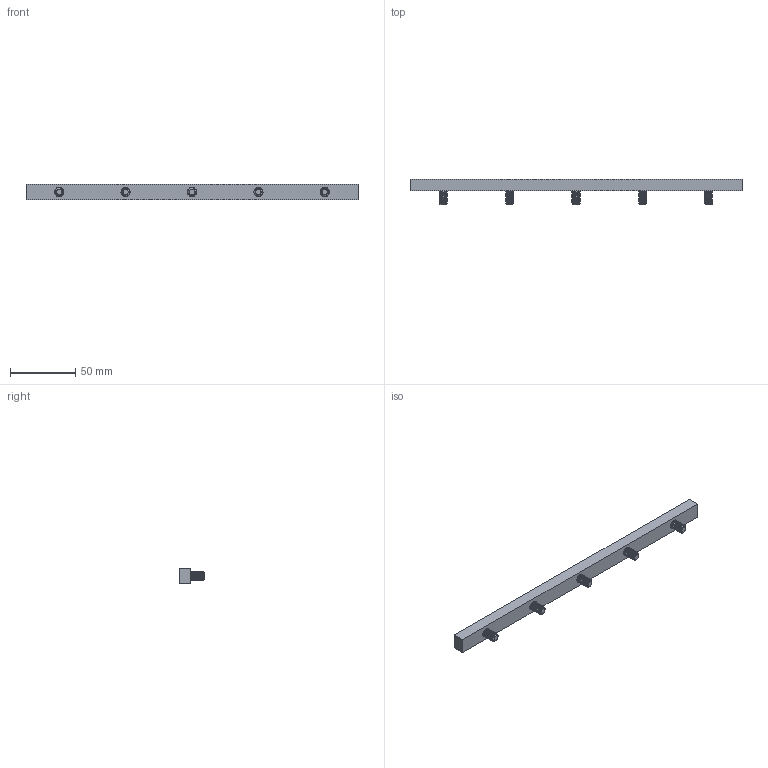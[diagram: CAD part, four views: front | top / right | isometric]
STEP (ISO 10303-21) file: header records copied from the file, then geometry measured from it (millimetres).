
FILE_DESCRIPTION (( 'STEP AP214' ), '1' );
FILE_NAME ('33180.STEP', '2018-04-17T13:12:55', ( 'Mike W' ), ( '' ), 'SwSTEP 2.0', 'SolidWorks 2017', '' );
FILE_SCHEMA (( 'AUTOMOTIVE_DESIGN' ));
Length unit declared in the file: inch
Products named in the file (3): 33180; 142012 SHCS_142012 SHCS; 331801_331801
Assembly tree (6 placements, depth 2):
  33180
    331801_331801
    142012 SHCS_142012 SHCS  x5
Bounding box: 254 x 19.43 x 12.19 mm (x, y, z)
Volume: 27678.2 mm3; surface area: 15587.4 mm2
Topology: 6 solids, 6 shells, 371 faces, 952 edges, 608 vertices
Faces by surface type: cylinder 235, cone 65, plane 61, bspline 10
Entity records: 4242 total; most frequent: CARTESIAN_POINT 1927, ORIENTED_EDGE 496, DIRECTION 426, EDGE_CURVE 248, AXIS2_PLACEMENT_3D 167, VERTEX_POINT 160, EDGE_LOOP 116, ADVANCED_FACE 99
